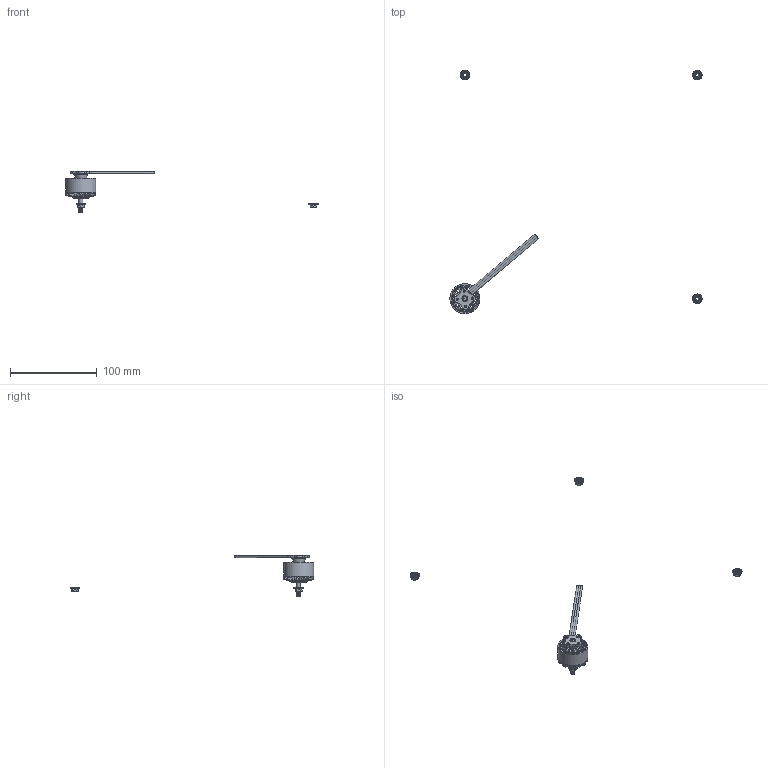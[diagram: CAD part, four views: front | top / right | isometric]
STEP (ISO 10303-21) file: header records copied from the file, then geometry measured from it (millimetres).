
FILE_DESCRIPTION(('FreeCAD Model'),'2;1');
FILE_NAME('Open CASCADE Shape Model','2025-05-02T17:45:31',('FreeCAD'),( 'FreeCAD'),'Open CASCADE STEP processor 7.6','FreeCAD','Unknown');
FILE_SCHEMA(('AUTOMOTIVE_DESIGN { 1 0 10303 214 1 1 1 1 }'));
Products named in the file (1): Open CASCADE STEP translator 7.6 1
Bounding box: 291.17 x 281.07 x 47.49 mm (x, y, z)
Volume: 17435.9 mm3; surface area: 20867.2 mm2
Topology: 26 solids, 26 shells, 3198 faces, 7834 edges, 4659 vertices
Faces by surface type: bspline 3198
Entity records: 120719 total; most frequent: CARTESIAN_POINT 75952, ORIENTED_EDGE 15666, EDGE_CURVE 7833, B_SPLINE_CURVE_WITH_KNOTS 5052, VERTEX_POINT 4659, FACE_BOUND 3244, EDGE_LOOP 3244, ADVANCED_FACE 3198
